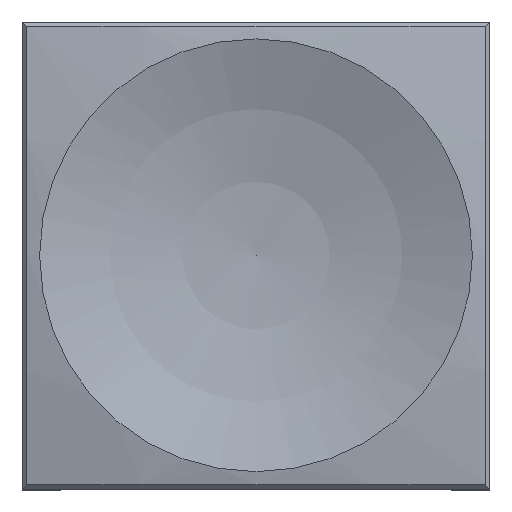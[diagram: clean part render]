
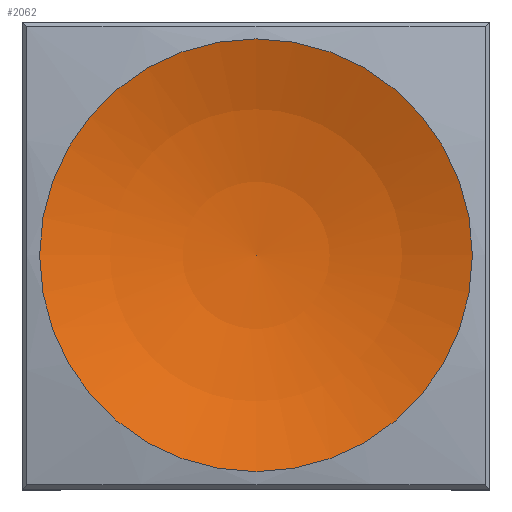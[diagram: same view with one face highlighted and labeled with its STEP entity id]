
A CAD part, top view. The second image highlights one B-rep face of the part: STEP entity #2062.
In plain terms, the highlighted spherical face has radius 20 mm.
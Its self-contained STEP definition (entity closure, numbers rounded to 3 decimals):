
#1953 = EDGE_CURVE('',#1954,#1954,#1956,.T.);
#1954 = VERTEX_POINT('',#1955);
#1955 = CARTESIAN_POINT('',(7.082,0.,18.496));
#1956 = CIRCLE('',#1957,7.082);
#1957 = AXIS2_PLACEMENT_3D('',#1958,#1959,#1960);
#1958 = CARTESIAN_POINT('',(0.,0.,18.496));
#1959 = DIRECTION('',(0.,0.,1.));
#1960 = DIRECTION('',(0.,-1.,0.));
#2062 = ADVANCED_FACE('',(#2063),#2076,.F.);
#2063 = FACE_BOUND('',#2064,.F.);
#2064 = EDGE_LOOP('',(#2065,#2066,#2075));
#2065 = ORIENTED_EDGE('',*,*,#1953,.F.);
#2066 = ORIENTED_EDGE('',*,*,#2067,.F.);
#2067 = EDGE_CURVE('',#2068,#1954,#2070,.T.);
#2068 = VERTEX_POINT('',#2069);
#2069 = CARTESIAN_POINT('',(0.,0.,17.2));
#2070 = CIRCLE('',#2071,20.);
#2071 = AXIS2_PLACEMENT_3D('',#2072,#2073,#2074);
#2072 = CARTESIAN_POINT('',(0.,0.,37.2));
#2073 = DIRECTION('',(0.,-1.,0.));
#2074 = DIRECTION('',(1.,0.,0.));
#2075 = ORIENTED_EDGE('',*,*,#2067,.T.);
#2076 = SPHERICAL_SURFACE('',#2077,20.);
#2077 = AXIS2_PLACEMENT_3D('',#2078,#2079,#2080);
#2078 = CARTESIAN_POINT('',(0.,0.,37.2));
#2079 = DIRECTION('',(0.,0.,1.));
#2080 = DIRECTION('',(1.,0.,0.));
